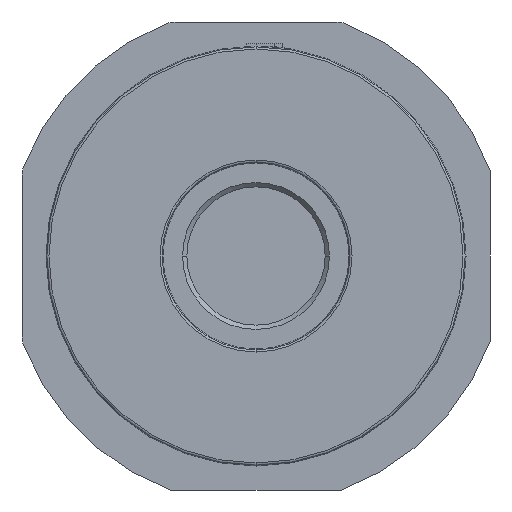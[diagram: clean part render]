
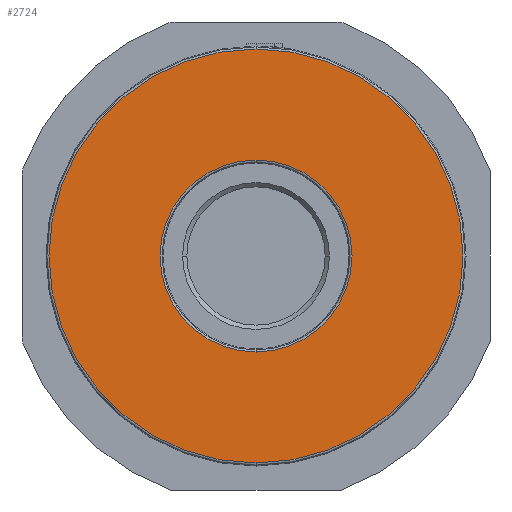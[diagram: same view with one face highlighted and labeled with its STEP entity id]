
A CAD part, front view. The second image highlights one B-rep face of the part: STEP entity #2724.
In plain terms, the highlighted planar face has unit normal (0, -1, 0).
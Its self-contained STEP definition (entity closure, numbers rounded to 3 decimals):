
#1579=CARTESIAN_POINT('',(2301.719,275.435,0.));
#1580=DIRECTION('',(0.,-1.,0.));
#1581=DIRECTION('',(1.,0.,0.));
#1582=AXIS2_PLACEMENT_3D('',#1579,#1580,#1581);
#1584=CARTESIAN_POINT('',(2301.719,275.435,0.));
#1585=DIRECTION('',(0.,-1.,0.));
#1586=DIRECTION('',(0.,0.,-1.));
#1587=AXIS2_PLACEMENT_3D('',#1584,#1585,#1586);
#1589=CARTESIAN_POINT('',(2301.719,275.435,0.));
#1590=DIRECTION('',(0.,-1.,0.));
#1591=DIRECTION('',(0.,0.,1.));
#1592=AXIS2_PLACEMENT_3D('',#1589,#1590,#1591);
#1594=CARTESIAN_POINT('',(2301.719,275.435,0.));
#1595=DIRECTION('',(0.,1.,0.));
#1596=DIRECTION('',(1.,0.,0.));
#1597=AXIS2_PLACEMENT_3D('',#1594,#1595,#1596);
#1599=CARTESIAN_POINT('',(2301.719,275.435,0.));
#1600=DIRECTION('',(0.,1.,0.));
#1601=DIRECTION('',(0.,0.,1.));
#1602=AXIS2_PLACEMENT_3D('',#1599,#1600,#1601);
#1604=CARTESIAN_POINT('',(2301.719,275.435,0.));
#1605=DIRECTION('',(0.,1.,0.));
#1606=DIRECTION('',(-1.,0.,0.));
#1607=AXIS2_PLACEMENT_3D('',#1604,#1605,#1606);
#1609=CARTESIAN_POINT('',(2301.719,275.435,0.));
#1610=DIRECTION('',(0.,1.,0.));
#1611=DIRECTION('',(0.,0.,-1.));
#1612=AXIS2_PLACEMENT_3D('',#1609,#1610,#1611);
#2342=CARTESIAN_POINT('',(2301.719,275.435,34.5));
#2344=VERTEX_POINT('',#2342);
#2348=CARTESIAN_POINT('',(2301.719,275.435,-34.5));
#2349=VERTEX_POINT('',#2348);
#2354=CARTESIAN_POINT('',(2336.219,275.435,0.));
#2355=VERTEX_POINT('',#2354);
#2372=CARTESIAN_POINT('',(2301.719,275.435,-16.));
#2373=VERTEX_POINT('',#2372);
#2374=CARTESIAN_POINT('',(2301.719,275.435,16.));
#2375=VERTEX_POINT('',#2374);
#2376=CARTESIAN_POINT('',(2317.719,275.435,
0.));
#2377=VERTEX_POINT('',#2376);
#2378=CARTESIAN_POINT('',(2285.719,275.435,
0.));
#2379=VERTEX_POINT('',#2378);
#2703=CARTESIAN_POINT('',(2326.969,275.435,0.));
#2704=DIRECTION('',(0.,-1.,0.));
#2705=DIRECTION('',(0.,0.,-1.));
#2706=AXIS2_PLACEMENT_3D('',#2703,#2704,#2705);
#2707=PLANE('',#2706);
#2709=ORIENTED_EDGE('',*,*,#2708,.F.);
#2711=ORIENTED_EDGE('',*,*,#2710,.F.);
#2713=ORIENTED_EDGE('',*,*,#2712,.F.);
#2714=EDGE_LOOP('',(#2709,#2711,#2713));
#2715=FACE_OUTER_BOUND('',#2714,.F.);
#2717=ORIENTED_EDGE('',*,*,#2716,.F.);
#2719=ORIENTED_EDGE('',*,*,#2718,.F.);
#2720=ORIENTED_EDGE('',*,*,#2691,.F.);
#2721=ORIENTED_EDGE('',*,*,#2698,.F.);
#2722=EDGE_LOOP('',(#2717,#2719,#2720,#2721));
#2723=FACE_BOUND('',#2722,.F.);
#1583=CIRCLE('',#1582,34.5);
#1588=CIRCLE('',#1587,34.5);
#1593=CIRCLE('',#1592,34.5);
#1598=CIRCLE('',#1597,16.);
#1603=CIRCLE('',#1602,16.);
#1608=CIRCLE('',#1607,16.);
#1613=CIRCLE('',#1612,16.);
#2691=EDGE_CURVE('',#2379,#2375,#1608,.T.);
#2698=EDGE_CURVE('',#2373,#2379,#1613,.T.);
#2708=EDGE_CURVE('',#2355,#2344,#1583,.T.);
#2710=EDGE_CURVE('',#2349,#2355,#1588,.T.);
#2712=EDGE_CURVE('',#2344,#2349,#1593,.T.);
#2716=EDGE_CURVE('',#2377,#2373,#1598,.T.);
#2718=EDGE_CURVE('',#2375,#2377,#1603,.T.);
#2724=ADVANCED_FACE('',(#2715,#2723),#2707,.T.);
